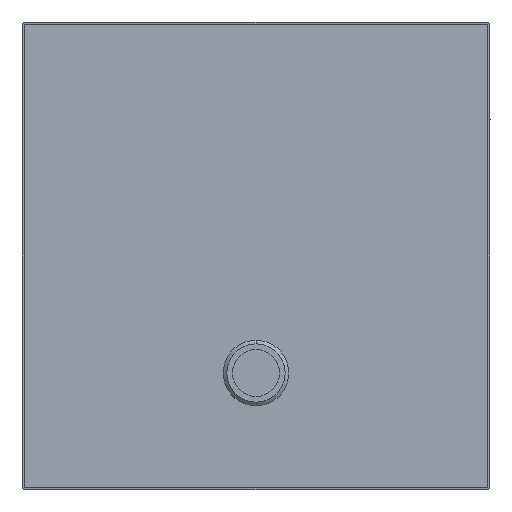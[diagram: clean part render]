
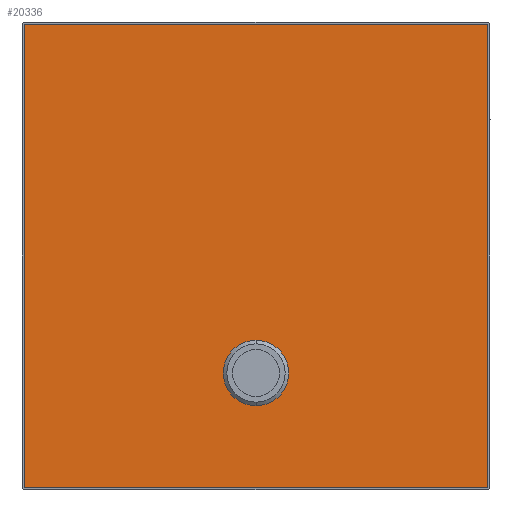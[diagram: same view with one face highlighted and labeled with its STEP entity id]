
A CAD part, front view. The second image highlights one B-rep face of the part: STEP entity #20336.
In plain terms, the highlighted planar face has unit normal (0, -1, 0).
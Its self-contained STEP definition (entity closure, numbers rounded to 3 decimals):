
#20135=CARTESIAN_POINT('',(-442.,-40.,667.));
#20136=DIRECTION('',(0.,-1.,0.));
#20137=DIRECTION('',(0.,0.,1.));
#20138=AXIS2_PLACEMENT_3D('',#20135,#20136,#20137);
#20140=DIRECTION('',(-1.,0.,0.));
#20141=VECTOR('',#20140,884.);
#20142=CARTESIAN_POINT('',(442.,-40.,671.));
#20143=LINE('',#20142,#20141);
#20144=CARTESIAN_POINT('',(442.,-40.,667.));
#20145=DIRECTION('',(0.,-1.,0.));
#20146=DIRECTION('',(1.,0.,0.));
#20147=AXIS2_PLACEMENT_3D('',#20144,#20145,#20146);
#20149=DIRECTION('',(0.,0.,1.));
#20150=VECTOR('',#20149,884.);
#20151=CARTESIAN_POINT('',(446.,-40.,-217.));
#20152=LINE('',#20151,#20150);
#20153=CARTESIAN_POINT('',(442.,-40.,-217.));
#20154=DIRECTION('',(0.,-1.,0.));
#20155=DIRECTION('',(0.,0.,-1.));
#20156=AXIS2_PLACEMENT_3D('',#20153,#20154,#20155);
#20158=DIRECTION('',(1.,0.,0.));
#20159=VECTOR('',#20158,884.);
#20160=CARTESIAN_POINT('',(-442.,-40.,-221.));
#20161=LINE('',#20160,#20159);
#20162=CARTESIAN_POINT('',(-442.,-40.,-217.));
#20163=DIRECTION('',(0.,-1.,0.));
#20164=DIRECTION('',(-1.,0.,0.));
#20165=AXIS2_PLACEMENT_3D('',#20162,#20163,#20164);
#20167=DIRECTION('',(0.,0.,-1.));
#20168=VECTOR('',#20167,884.);
#20169=CARTESIAN_POINT('',(-446.,-40.,667.));
#20170=LINE('',#20169,#20168);
#20171=CARTESIAN_POINT('',(0.,-40.,0.));
#20172=DIRECTION('',(0.,-1.,0.));
#20173=DIRECTION('',(0.,0.,1.));
#20174=AXIS2_PLACEMENT_3D('',#20171,#20172,#20173);
#20176=CARTESIAN_POINT('',(0.,-40.,0.));
#20177=DIRECTION('',(0.,-1.,0.));
#20178=DIRECTION('',(0.,0.,-1.));
#20179=AXIS2_PLACEMENT_3D('',#20176,#20177,#20178);
#20267=CARTESIAN_POINT('',(-442.,-40.,671.));
#20268=CARTESIAN_POINT('',(-446.,-40.,667.));
#20269=VERTEX_POINT('',#20267);
#20270=VERTEX_POINT('',#20268);
#20271=CARTESIAN_POINT('',(-446.,-40.,-217.));
#20272=VERTEX_POINT('',#20271);
#20273=CARTESIAN_POINT('',(-442.,-40.,-221.));
#20274=VERTEX_POINT('',#20273);
#20275=CARTESIAN_POINT('',(442.,-40.,-221.));
#20276=VERTEX_POINT('',#20275);
#20277=CARTESIAN_POINT('',(446.,-40.,-217.));
#20278=VERTEX_POINT('',#20277);
#20279=CARTESIAN_POINT('',(446.,-40.,667.));
#20280=VERTEX_POINT('',#20279);
#20281=CARTESIAN_POINT('',(442.,-40.,671.));
#20282=VERTEX_POINT('',#20281);
#20299=CARTESIAN_POINT('',(0.,-40.,62.98));
#20300=CARTESIAN_POINT('',(0.,-40.,-62.98));
#20301=VERTEX_POINT('',#20299);
#20302=VERTEX_POINT('',#20300);
#20307=CARTESIAN_POINT('',(0.,-40.,0.));
#20308=DIRECTION('',(0.,-1.,0.));
#20309=DIRECTION('',(1.,0.,0.));
#20310=AXIS2_PLACEMENT_3D('',#20307,#20308,#20309);
#20311=PLANE('',#20310);
#20313=ORIENTED_EDGE('',*,*,#20312,.F.);
#20315=ORIENTED_EDGE('',*,*,#20314,.F.);
#20317=ORIENTED_EDGE('',*,*,#20316,.F.);
#20319=ORIENTED_EDGE('',*,*,#20318,.F.);
#20321=ORIENTED_EDGE('',*,*,#20320,.F.);
#20323=ORIENTED_EDGE('',*,*,#20322,.F.);
#20325=ORIENTED_EDGE('',*,*,#20324,.F.);
#20327=ORIENTED_EDGE('',*,*,#20326,.F.);
#20328=EDGE_LOOP('',(#20313,#20315,#20317,#20319,#20321,#20323,#20325,#20327));
#20329=FACE_OUTER_BOUND('',#20328,.F.);
#20331=ORIENTED_EDGE('',*,*,#20330,.T.);
#20333=ORIENTED_EDGE('',*,*,#20332,.T.);
#20334=EDGE_LOOP('',(#20331,#20333));
#20335=FACE_BOUND('',#20334,.F.);
#20336=ADVANCED_FACE('',(#20329,#20335),#20311,.T.);
#20139=CIRCLE('',#20138,4.);
#20148=CIRCLE('',#20147,4.);
#20157=CIRCLE('',#20156,4.);
#20166=CIRCLE('',#20165,4.);
#20175=CIRCLE('',#20174,62.98);
#20180=CIRCLE('',#20179,62.98);
#20312=EDGE_CURVE('',#20269,#20270,#20139,.T.);
#20314=EDGE_CURVE('',#20282,#20269,#20143,.T.);
#20316=EDGE_CURVE('',#20280,#20282,#20148,.T.);
#20318=EDGE_CURVE('',#20278,#20280,#20152,.T.);
#20320=EDGE_CURVE('',#20276,#20278,#20157,.T.);
#20322=EDGE_CURVE('',#20274,#20276,#20161,.T.);
#20324=EDGE_CURVE('',#20272,#20274,#20166,.T.);
#20326=EDGE_CURVE('',#20270,#20272,#20170,.T.);
#20330=EDGE_CURVE('',#20301,#20302,#20175,.T.);
#20332=EDGE_CURVE('',#20302,#20301,#20180,.T.);
